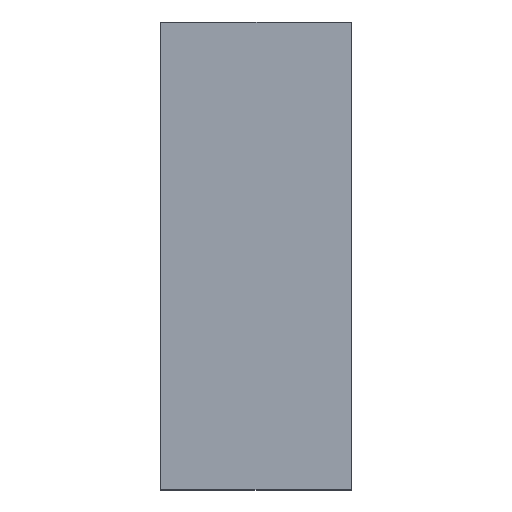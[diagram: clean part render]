
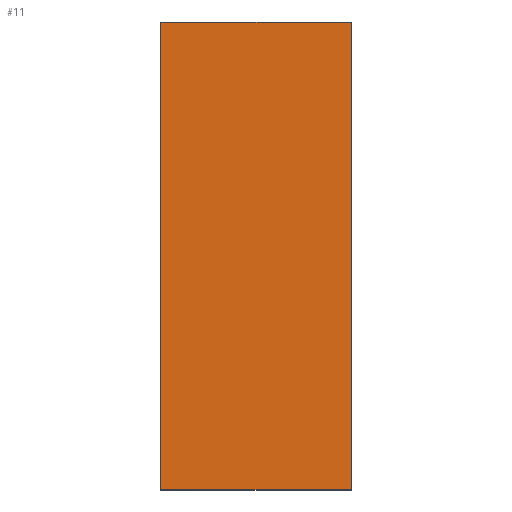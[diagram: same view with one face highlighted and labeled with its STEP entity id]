
A CAD part, top view. The second image highlights one B-rep face of the part: STEP entity #11.
In plain terms, the highlighted planar face has unit normal (0, 0, 1).
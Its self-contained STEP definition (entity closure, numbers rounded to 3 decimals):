
#1 = DIRECTION ( 'NONE',  ( -1., 0., 0. ) ) ;
#11 = ADVANCED_FACE ( 'NONE', ( #270 ), #17, .T. ) ;
#17 = PLANE ( 'NONE',  #334 ) ;
#45 = EDGE_CURVE ( 'NONE', #251, #277, #296, .T. ) ;
#67 = VECTOR ( 'NONE', #309, 1000. ) ;
#84 = DIRECTION ( 'NONE',  ( 0., 0., 1. ) ) ;
#85 = ORIENTED_EDGE ( 'NONE', *, *, #181, .T. ) ;
#88 = ORIENTED_EDGE ( 'NONE', *, *, #226, .T. ) ;
#104 = CARTESIAN_POINT ( 'NONE',  ( -64., -157.5, 3. ) ) ;
#109 = VERTEX_POINT ( 'NONE', #230 ) ;
#110 = VECTOR ( 'NONE', #316, 1000. ) ;
#111 = DIRECTION ( 'NONE',  ( 0., 1., 0. ) ) ;
#115 = CARTESIAN_POINT ( 'NONE',  ( 0., 0., 3. ) ) ;
#121 = LINE ( 'NONE', #180, #67 ) ;
#123 = CARTESIAN_POINT ( 'NONE',  ( -64., 157.5, 3. ) ) ;
#126 = LINE ( 'NONE', #131, #306 ) ;
#131 = CARTESIAN_POINT ( 'NONE',  ( -64., 157.5, 3. ) ) ;
#161 = CARTESIAN_POINT ( 'NONE',  ( 64., 157.5, 3. ) ) ;
#164 = ORIENTED_EDGE ( 'NONE', *, *, #304, .T. ) ;
#180 = CARTESIAN_POINT ( 'NONE',  ( -64., -157.5, 3. ) ) ;
#181 = EDGE_CURVE ( 'NONE', #109, #272, #314, .T. ) ;
#207 = CARTESIAN_POINT ( 'NONE',  ( 64., -157.5, 3. ) ) ;
#211 = CARTESIAN_POINT ( 'NONE',  ( 64., 157.5, 3. ) ) ;
#226 = EDGE_CURVE ( 'NONE', #277, #109, #126, .T. ) ;
#230 = CARTESIAN_POINT ( 'NONE',  ( -64., 157.5, 3. ) ) ;
#251 = VERTEX_POINT ( 'NONE', #207 ) ;
#270 = FACE_OUTER_BOUND ( 'NONE', #273, .T. ) ;
#272 = VERTEX_POINT ( 'NONE', #104 ) ;
#273 = EDGE_LOOP ( 'NONE', ( #328, #88, #85, #164 ) ) ;
#277 = VERTEX_POINT ( 'NONE', #211 ) ;
#295 = VECTOR ( 'NONE', #111, 1000. ) ;
#296 = LINE ( 'NONE', #161, #295 ) ;
#304 = EDGE_CURVE ( 'NONE', #272, #251, #121, .T. ) ;
#306 = VECTOR ( 'NONE', #1, 1000. ) ;
#309 = DIRECTION ( 'NONE',  ( 1., 0., 0. ) ) ;
#314 = LINE ( 'NONE', #123, #110 ) ;
#316 = DIRECTION ( 'NONE',  ( 0., -1., 0. ) ) ;
#327 = DIRECTION ( 'NONE',  ( 1., 0., 0. ) ) ;
#328 = ORIENTED_EDGE ( 'NONE', *, *, #45, .T. ) ;
#334 = AXIS2_PLACEMENT_3D ( 'NONE', #115, #84, #327 ) ;
